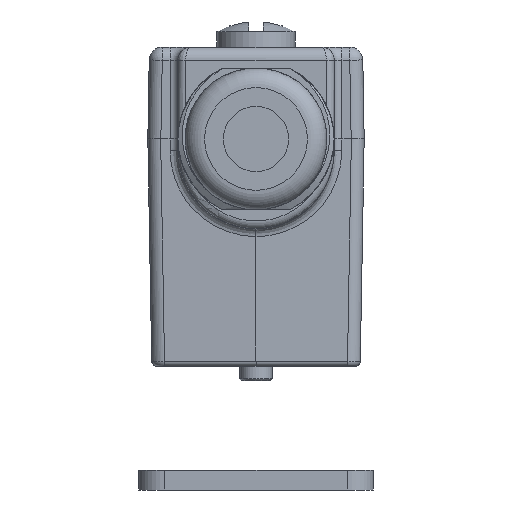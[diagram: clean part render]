
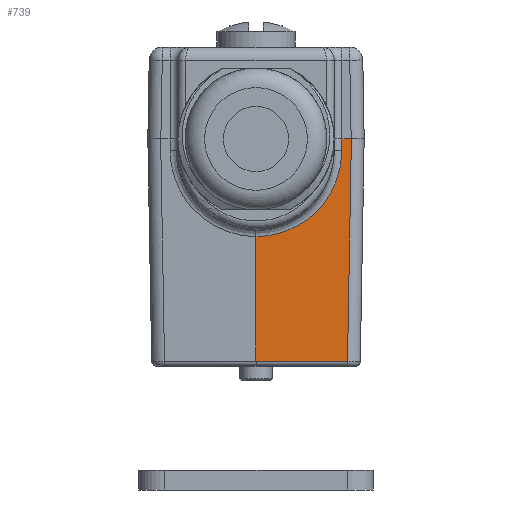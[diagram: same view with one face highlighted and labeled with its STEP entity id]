
A CAD part, front view. The second image highlights one B-rep face of the part: STEP entity #739.
In plain terms, the highlighted planar face has unit normal (0.018, -1, 0).
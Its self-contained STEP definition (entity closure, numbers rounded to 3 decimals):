
#510=B_SPLINE_CURVE_WITH_KNOTS('',3,(#20326,#20327,#20328,#20329,#20330,
#20331),.UNSPECIFIED.,.F.,.F.,(4,2,4),(0.,0.5,1.),.UNSPECIFIED.);
#739=ADVANCED_FACE('',(#1206),#969,.F.);
#969=PLANE('',#6148);
#1206=FACE_OUTER_BOUND('',#1554,.T.);
#1554=EDGE_LOOP('',(#2866,#2867,#2868,#2869,#2870,#2871));
#2866=ORIENTED_EDGE('',*,*,#4336,.T.);
#2867=ORIENTED_EDGE('',*,*,#4732,.T.);
#2868=ORIENTED_EDGE('',*,*,#4733,.T.);
#2869=ORIENTED_EDGE('',*,*,#4734,.F.);
#2870=ORIENTED_EDGE('',*,*,#4735,.T.);
#2871=ORIENTED_EDGE('',*,*,#4736,.T.);
#3716=VERTEX_POINT('',#19201);
#3717=VERTEX_POINT('',#19203);
#3991=VERTEX_POINT('',#20325);
#3992=VERTEX_POINT('',#20332);
#3993=VERTEX_POINT('',#20334);
#3994=VERTEX_POINT('',#20336);
#4336=EDGE_CURVE('',#3717,#3716,#5046,.T.);
#4732=EDGE_CURVE('',#3716,#3991,#5316,.T.);
#4733=EDGE_CURVE('',#3991,#3992,#510,.T.);
#4734=EDGE_CURVE('',#3993,#3992,#5317,.T.);
#4735=EDGE_CURVE('',#3993,#3994,#5318,.T.);
#4736=EDGE_CURVE('',#3994,#3717,#5319,.T.);
#5046=LINE('',#19202,#5514);
#5316=LINE('',#20324,#5789);
#5317=LINE('',#20333,#5790);
#5318=LINE('',#20335,#5791);
#5319=LINE('',#20337,#5792);
#5514=VECTOR('',#6563,1.);
#5789=VECTOR('',#7228,1.);
#5790=VECTOR('',#7229,1.);
#5791=VECTOR('',#7230,1.);
#5792=VECTOR('',#7231,1.);
#6148=AXIS2_PLACEMENT_3D('',#20338,#7232,#7233);
#6563=DIRECTION('',(-1.,-0.017,0.));
#7228=DIRECTION('',(0.,0.,-1.));
#7229=DIRECTION('',(0.,0.,1.));
#7230=DIRECTION('',(1.,0.017,0.));
#7231=DIRECTION('',(0.017,0.,1.));
#7232=DIRECTION('',(-0.017,1.,0.));
#7233=DIRECTION('',(-1.,-0.017,0.));
#19201=CARTESIAN_POINT('',(6.59,-8.78,15.75));
#19202=CARTESIAN_POINT('',(8.305,-8.75,15.75));
#19203=CARTESIAN_POINT('',(7.322,-8.767,15.75));
#20324=CARTESIAN_POINT('',(6.59,-8.78,-1.7));
#20325=CARTESIAN_POINT('',(6.59,-8.78,14.85));
#20326=CARTESIAN_POINT('',(6.59,-8.78,14.85));
#20327=CARTESIAN_POINT('',(6.59,-8.78,13.142));
#20328=CARTESIAN_POINT('',(5.866,-8.793,11.395));
#20329=CARTESIAN_POINT('',(3.454,-8.835,8.978));
#20330=CARTESIAN_POINT('',(1.712,-8.865,8.253));
#20331=CARTESIAN_POINT('',(0.,-8.895,8.25));
#20332=CARTESIAN_POINT('',(0.,-8.895,8.25));
#20333=CARTESIAN_POINT('',(0.,-8.895,-1.7));
#20334=CARTESIAN_POINT('',(0.,-8.895,-1.3));
#20335=CARTESIAN_POINT('',(8.305,-8.75,-1.3));
#20336=CARTESIAN_POINT('',(7.024,-8.773,-1.3));
#20337=CARTESIAN_POINT('',(7.018,-8.772,-1.678));
#20338=CARTESIAN_POINT('',(8.305,-8.75,-1.7));
